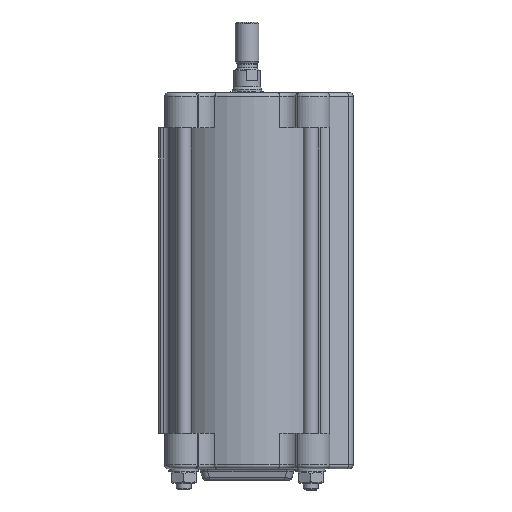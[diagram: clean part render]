
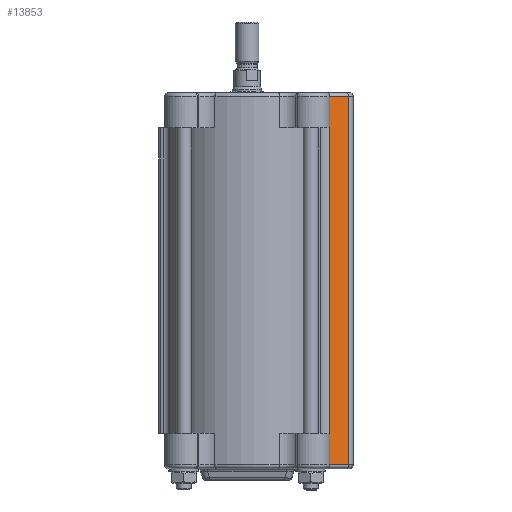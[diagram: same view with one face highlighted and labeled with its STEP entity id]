
A CAD part, front view. The second image highlights one B-rep face of the part: STEP entity #13853.
In plain terms, the highlighted planar face has unit normal (0.342, -0.94, 0).
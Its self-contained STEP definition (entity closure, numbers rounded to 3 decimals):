
#704=LINE('',#24320,#1128);
#706=LINE('',#24329,#1130);
#707=LINE('',#24330,#1131);
#708=LINE('',#24331,#1132);
#1128=VECTOR('',#18116,10.);
#1130=VECTOR('',#18124,10.);
#1131=VECTOR('',#18125,10.);
#1132=VECTOR('',#18126,10.);
#2667=FACE_OUTER_BOUND('',#3778,.T.);
#3778=EDGE_LOOP('',(#10061,#10062,#10063,#10064));
#6101=VERTEX_POINT('',#24318);
#6102=VERTEX_POINT('',#24319);
#6105=VERTEX_POINT('',#24327);
#6106=VERTEX_POINT('',#24328);
#7516=EDGE_CURVE('',#6101,#6102,#704,.T.);
#7520=EDGE_CURVE('',#6105,#6106,#706,.T.);
#7521=EDGE_CURVE('',#6102,#6105,#707,.T.);
#7522=EDGE_CURVE('',#6106,#6101,#708,.T.);
#10061=ORIENTED_EDGE('',*,*,#7520,.F.);
#10062=ORIENTED_EDGE('',*,*,#7521,.F.);
#10063=ORIENTED_EDGE('',*,*,#7516,.F.);
#10064=ORIENTED_EDGE('',*,*,#7522,.F.);
#12408=PLANE('',#15226);
#13853=ADVANCED_FACE('',(#2667),#12408,.T.);
#15226=AXIS2_PLACEMENT_3D('',#24326,#18122,#18123);
#18116=DIRECTION('',(0.,0.,-1.));
#18122=DIRECTION('center_axis',(0.342,-0.94,0.));
#18123=DIRECTION('ref_axis',(0.94,0.342,0.));
#18124=DIRECTION('',(0.,0.,1.));
#18125=DIRECTION('',(-0.94,-0.342,0.));
#18126=DIRECTION('',(0.94,0.342,0.));
#24318=CARTESIAN_POINT('',(67.315,-6.346,93.828));
#24319=CARTESIAN_POINT('',(67.315,-6.346,-156.672));
#24320=CARTESIAN_POINT('',(67.315,-6.346,-159.172));
#24326=CARTESIAN_POINT('Origin',(46.641,-13.871,-159.172));
#24327=CARTESIAN_POINT('',(54.393,-11.049,-156.672));
#24328=CARTESIAN_POINT('',(54.393,-11.049,93.828));
#24329=CARTESIAN_POINT('',(54.393,-11.049,96.328));
#24330=CARTESIAN_POINT('',(28.28,-20.553,-156.672));
#24331=CARTESIAN_POINT('',(40.263,-16.192,93.828));
